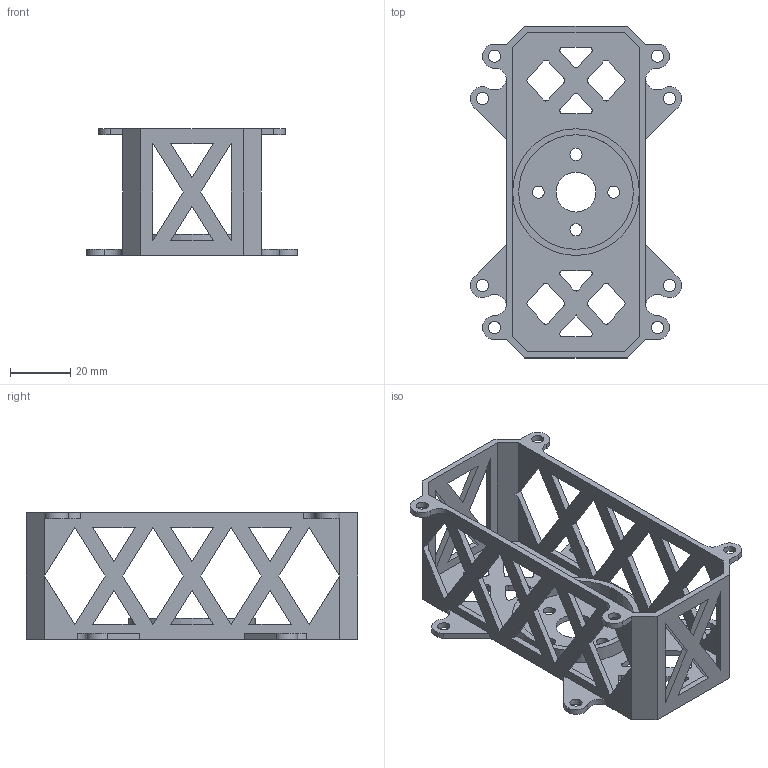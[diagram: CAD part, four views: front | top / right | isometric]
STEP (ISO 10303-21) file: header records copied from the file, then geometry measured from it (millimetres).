
FILE_DESCRIPTION(('STEP AP242'), '1');
FILE_NAME('itemRS550BoxV2', '', ('UNSPECIFIED'), ('UNSPECIFIED'), 'C3D Converter', 'C3D Toolkit', '');
FILE_SCHEMA(('AP242_MANAGED_MODEL_BASED_3D_ENGINEERING_MIM_LF { 1 0 10303 442 1 1 4 }'));
Length unit declared in the file: millimetre
Bounding box: 69.98 x 110 x 42 mm (x, y, z)
Volume: 25568.2 mm3; surface area: 30200.3 mm2
Topology: 1 solids, 1 shells, 216 faces, 641 edges, 425 vertices
Faces by surface type: plane 158, cylinder 58
Full cylindrical faces by diameter (mm): 4 x12, 13.2 x1, 38 x1, 42 x1
Entity records: 7342 total; most frequent: CARTESIAN_POINT 1268, ORIENTED_EDGE 1252, DIRECTION 1177, EDGE_CURVE 626, LINE 509, VECTOR 509, VERTEX_POINT 425, AXIS2_PLACEMENT_3D 334
